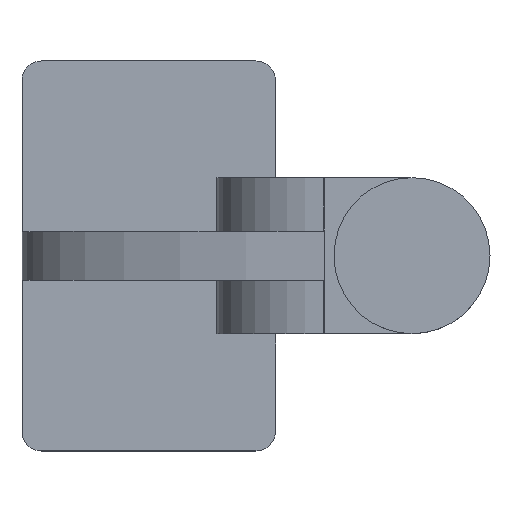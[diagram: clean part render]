
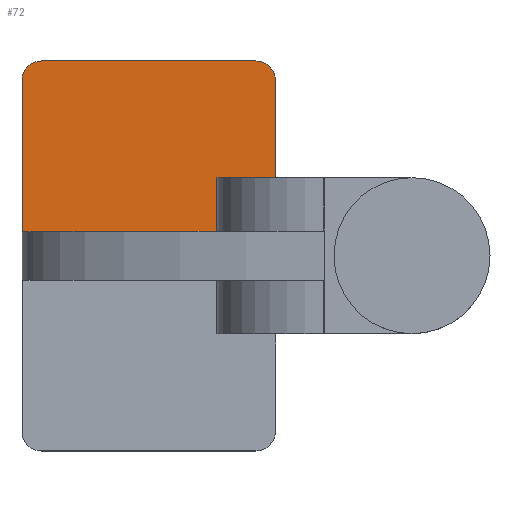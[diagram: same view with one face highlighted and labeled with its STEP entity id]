
A CAD part, top view. The second image highlights one B-rep face of the part: STEP entity #72.
In plain terms, the highlighted planar face has unit normal (0, 0, 1).
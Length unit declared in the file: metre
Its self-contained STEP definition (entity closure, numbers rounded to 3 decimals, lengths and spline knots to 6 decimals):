
#72 = ADVANCED_FACE( '', ( #152 ), #153, .T. );
#152 = FACE_OUTER_BOUND( '', #239, .T. );
#153 = PLANE( '', #240 );
#239 = EDGE_LOOP( '', ( #382, #383, #384, #385, #386, #387, #388, #389 ) );
#240 = AXIS2_PLACEMENT_3D( '', #390, #391, #392 );
#382 = ORIENTED_EDGE( '', *, *, #578, .T. );
#383 = ORIENTED_EDGE( '', *, *, #553, .T. );
#384 = ORIENTED_EDGE( '', *, *, #579, .F. );
#385 = ORIENTED_EDGE( '', *, *, #557, .T. );
#386 = ORIENTED_EDGE( '', *, *, #580, .F. );
#387 = ORIENTED_EDGE( '', *, *, #572, .T. );
#388 = ORIENTED_EDGE( '', *, *, #568, .T. );
#389 = ORIENTED_EDGE( '', *, *, #566, .T. );
#390 = CARTESIAN_POINT( '', ( 0., -0.0635, 0.009525 ) );
#391 = DIRECTION( '', ( 0., 0., 1. ) );
#392 = DIRECTION( '', ( 1., 0., 0. ) );
#553 = EDGE_CURVE( '', #667, #665, #668, .T. );
#557 = EDGE_CURVE( '', #673, #671, #674, .T. );
#566 = EDGE_CURVE( '', #677, #686, #688, .T. );
#568 = EDGE_CURVE( '', #690, #677, #691, .T. );
#572 = EDGE_CURVE( '', #694, #690, #696, .T. );
#578 = EDGE_CURVE( '', #686, #667, #704, .T. );
#579 = EDGE_CURVE( '', #673, #665, #705, .T. );
#580 = EDGE_CURVE( '', #694, #671, #706, .T. );
#665 = VERTEX_POINT( '', #812 );
#667 = VERTEX_POINT( '', #815 );
#668 = CIRCLE( '', #816, 0.00635 );
#671 = VERTEX_POINT( '', #820 );
#673 = VERTEX_POINT( '', #823 );
#674 = CIRCLE( '', #824, 0.00635 );
#677 = VERTEX_POINT( '', #828 );
#686 = VERTEX_POINT( '', #843 );
#688 = LINE( '', #846, #847 );
#690 = VERTEX_POINT( '', #849 );
#691 = LINE( '', #850, #851 );
#694 = VERTEX_POINT( '', #855 );
#696 = LINE( '', #860, #861 );
#704 = LINE( '', #871, #872 );
#705 = LINE( '', #873, #874 );
#706 = LINE( '', #875, #876 );
#812 = CARTESIAN_POINT( '', ( 0.034925, 0.0635, 0.009525 ) );
#815 = CARTESIAN_POINT( '', ( 0.041275, 0.05715, 0.009525 ) );
#816 = AXIS2_PLACEMENT_3D( '', #987, #988, #989 );
#820 = CARTESIAN_POINT( '', ( -0.041275, 0.05715, 0.009525 ) );
#823 = CARTESIAN_POINT( '', ( -0.034925, 0.0635, 0.009525 ) );
#824 = AXIS2_PLACEMENT_3D( '', #992, #993, #994 );
#828 = CARTESIAN_POINT( '', ( 0.022225, 0.0254, 0.009525 ) );
#843 = CARTESIAN_POINT( '', ( 0.041275, 0.0254, 0.009525 ) );
#846 = CARTESIAN_POINT( '', ( 0., 0.0254, 0.009525 ) );
#847 = VECTOR( '', #1003, 1. );
#849 = CARTESIAN_POINT( '', ( 0.022225, 0.007938, 0.009525 ) );
#850 = CARTESIAN_POINT( '', ( 0.022225, -0.0254, 0.009525 ) );
#851 = VECTOR( '', #1004, 1. );
#855 = CARTESIAN_POINT( '', ( -0.041275, 0.007938, 0.009525 ) );
#860 = CARTESIAN_POINT( '', ( 0., 0.007938, 0.009525 ) );
#861 = VECTOR( '', #1006, 1. );
#871 = CARTESIAN_POINT( '', ( 0.041275, -0.0635, 0.009525 ) );
#872 = VECTOR( '', #1012, 1. );
#873 = CARTESIAN_POINT( '', ( 0., 0.0635, 0.009525 ) );
#874 = VECTOR( '', #1013, 1. );
#875 = CARTESIAN_POINT( '', ( -0.041275, -0.0635, 0.009525 ) );
#876 = VECTOR( '', #1014, 1. );
#987 = CARTESIAN_POINT( '', ( 0.034925, 0.05715, 0.009525 ) );
#988 = DIRECTION( '', ( 0., 0., 1. ) );
#989 = DIRECTION( '', ( 1., 0., 0. ) );
#992 = CARTESIAN_POINT( '', ( -0.034925, 0.05715, 0.009525 ) );
#993 = DIRECTION( '', ( 0., 0., 1. ) );
#994 = DIRECTION( '', ( 1., 0., 0. ) );
#1003 = DIRECTION( '', ( 1., 0., 0. ) );
#1004 = DIRECTION( '', ( 0., 1., 0. ) );
#1006 = DIRECTION( '', ( 1., 0., 0. ) );
#1012 = DIRECTION( '', ( 0., 1., 0. ) );
#1013 = DIRECTION( '', ( 1., 0., 0. ) );
#1014 = DIRECTION( '', ( 0., 1., 0. ) );
